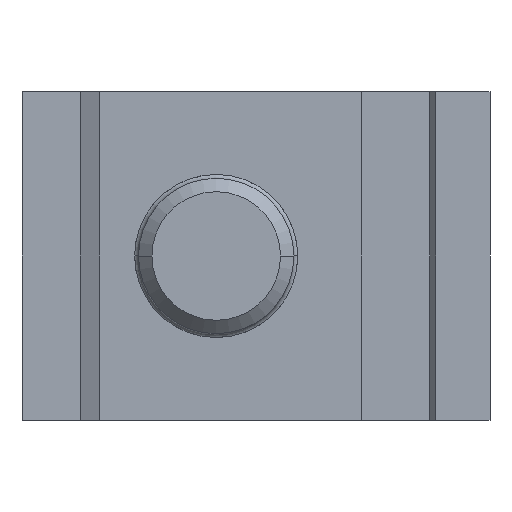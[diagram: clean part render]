
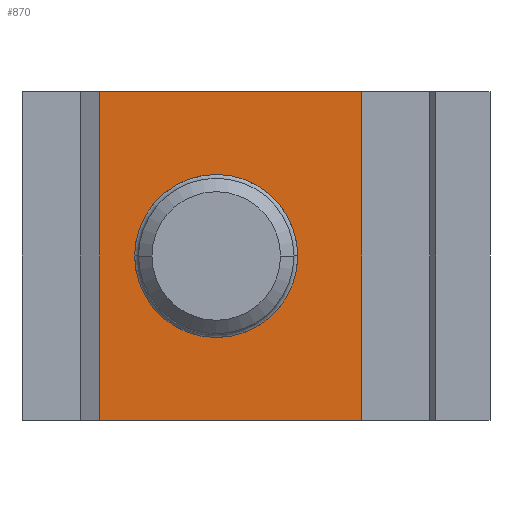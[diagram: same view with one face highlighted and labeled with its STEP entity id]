
A CAD part, front view. The second image highlights one B-rep face of the part: STEP entity #870.
In plain terms, the highlighted planar face has unit normal (0, -1, 0).
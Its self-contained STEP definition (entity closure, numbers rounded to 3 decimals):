
#21 = EDGE_CURVE ( 'NONE', #585, #440, #751, .T. ) ;
#35 = CARTESIAN_POINT ( 'NONE',  ( 17.5, 3.4, 8.45 ) ) ;
#75 = DIRECTION ( 'NONE',  ( 0., 1., 0. ) ) ;
#76 = VERTEX_POINT ( 'NONE', #2217 ) ;
#79 = EDGE_CURVE ( 'NONE', #76, #1825, #199, .T. ) ;
#199 = LINE ( 'NONE', #318, #2037 ) ;
#225 = EDGE_CURVE ( 'NONE', #1825, #440, #1847, .T. ) ;
#302 = AXIS2_PLACEMENT_3D ( 'NONE', #1916, #866, #2083 ) ;
#318 = CARTESIAN_POINT ( 'NONE',  ( 4., 3.4, 8.45 ) ) ;
#393 = DIRECTION ( 'NONE',  ( 0., 0., -1. ) ) ;
#436 = VECTOR ( 'NONE', #1213, 1000. ) ;
#439 = CARTESIAN_POINT ( 'NONE',  ( 4., 3.4, -8.45 ) ) ;
#440 = VERTEX_POINT ( 'NONE', #2145 ) ;
#457 = CARTESIAN_POINT ( 'NONE',  ( 17.5, 3.4, 8.45 ) ) ;
#585 = VERTEX_POINT ( 'NONE', #710 ) ;
#644 = DIRECTION ( 'NONE',  ( 1., 0., 0. ) ) ;
#651 = CARTESIAN_POINT ( 'NONE',  ( 17.5, 3.4, 8.45 ) ) ;
#674 = CARTESIAN_POINT ( 'NONE',  ( 17.5, 3.4, -8.45 ) ) ;
#691 = ORIENTED_EDGE ( 'NONE', *, *, #21, .F. ) ;
#710 = CARTESIAN_POINT ( 'NONE',  ( 17.5, 3.4, 8.45 ) ) ;
#713 = CARTESIAN_POINT ( 'NONE',  ( 10., 3.4, 4.2 ) ) ;
#751 = LINE ( 'NONE', #35, #2087 ) ;
#829 = PLANE ( 'NONE',  #1188 ) ;
#836 = DIRECTION ( 'NONE',  ( -1., 0., 0. ) ) ;
#866 = DIRECTION ( 'NONE',  ( 0., 1., 0. ) ) ;
#870 = ADVANCED_FACE ( 'NONE', ( #1261, #1840 ), #829, .F. ) ;
#934 = EDGE_CURVE ( 'NONE', #1080, #1052, #1649, .T. ) ;
#955 = ORIENTED_EDGE ( 'NONE', *, *, #1780, .T. ) ;
#1005 = EDGE_LOOP ( 'NONE', ( #1470, #1104, #691, #1524 ) ) ;
#1052 = VERTEX_POINT ( 'NONE', #713 ) ;
#1080 = VERTEX_POINT ( 'NONE', #1263 ) ;
#1104 = ORIENTED_EDGE ( 'NONE', *, *, #225, .T. ) ;
#1111 = VECTOR ( 'NONE', #644, 1000. ) ;
#1138 = CARTESIAN_POINT ( 'NONE',  ( 10., 3.4, 0. ) ) ;
#1188 = AXIS2_PLACEMENT_3D ( 'NONE', #651, #1882, #836 ) ;
#1213 = DIRECTION ( 'NONE',  ( 1., 0., 0. ) ) ;
#1261 = FACE_BOUND ( 'NONE', #1748, .T. ) ;
#1263 = CARTESIAN_POINT ( 'NONE',  ( 10., 3.4, -4.2 ) ) ;
#1323 = DIRECTION ( 'NONE',  ( -1., 0., 0. ) ) ;
#1338 = EDGE_CURVE ( 'NONE', #76, #585, #1590, .T. ) ;
#1414 = ORIENTED_EDGE ( 'NONE', *, *, #934, .T. ) ;
#1454 = AXIS2_PLACEMENT_3D ( 'NONE', #1138, #75, #1323 ) ;
#1470 = ORIENTED_EDGE ( 'NONE', *, *, #79, .T. ) ;
#1496 = CIRCLE ( 'NONE', #1454, 4.2 ) ;
#1524 = ORIENTED_EDGE ( 'NONE', *, *, #1338, .F. ) ;
#1590 = LINE ( 'NONE', #457, #1111 ) ;
#1649 = CIRCLE ( 'NONE', #302, 4.2 ) ;
#1748 = EDGE_LOOP ( 'NONE', ( #955, #1414 ) ) ;
#1756 = DIRECTION ( 'NONE',  ( 0., 0., -1. ) ) ;
#1780 = EDGE_CURVE ( 'NONE', #1052, #1080, #1496, .T. ) ;
#1825 = VERTEX_POINT ( 'NONE', #439 ) ;
#1840 = FACE_OUTER_BOUND ( 'NONE', #1005, .T. ) ;
#1847 = LINE ( 'NONE', #674, #436 ) ;
#1882 = DIRECTION ( 'NONE',  ( 0., 1., 0. ) ) ;
#1916 = CARTESIAN_POINT ( 'NONE',  ( 10., 3.4, 0. ) ) ;
#2037 = VECTOR ( 'NONE', #1756, 1000. ) ;
#2083 = DIRECTION ( 'NONE',  ( -1., 0., 0. ) ) ;
#2087 = VECTOR ( 'NONE', #393, 1000. ) ;
#2145 = CARTESIAN_POINT ( 'NONE',  ( 17.5, 3.4, -8.45 ) ) ;
#2217 = CARTESIAN_POINT ( 'NONE',  ( 4., 3.4, 8.45 ) ) ;
